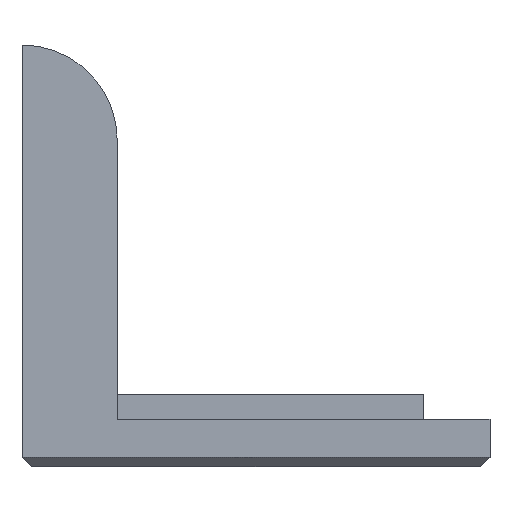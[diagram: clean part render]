
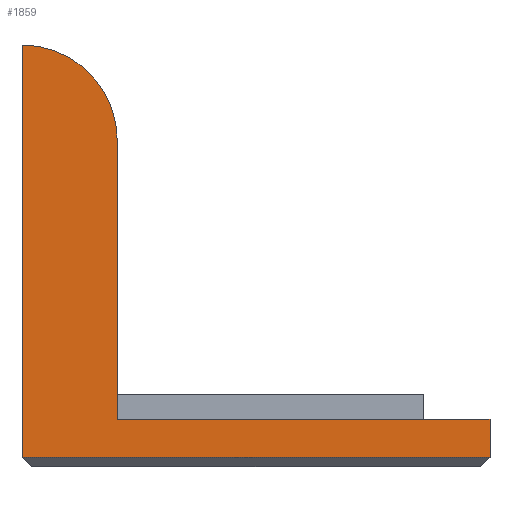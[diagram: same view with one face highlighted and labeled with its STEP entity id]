
A CAD part, front view. The second image highlights one B-rep face of the part: STEP entity #1859.
In plain terms, the highlighted planar face has unit normal (0, -1, 0).
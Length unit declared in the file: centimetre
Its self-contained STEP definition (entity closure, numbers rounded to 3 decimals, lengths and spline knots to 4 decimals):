
#66=CIRCLE($,#1983,0.3);
#153=FACE_OUTER_BOUND($,#273,.T.);
#273=EDGE_LOOP($,(#1628,#1629,#1630,#1631,#1632,#1633));
#479=LINE($,#2923,#711);
#487=LINE($,#2942,#719);
#495=LINE($,#2958,#727);
#499=LINE($,#2965,#731);
#500=LINE($,#2967,#732);
#711=VECTOR($,#2400,0.88);
#719=VECTOR($,#2416,1.3);
#727=VECTOR($,#2432,0.12);
#731=VECTOR($,#2438,1.175);
#732=VECTOR($,#2441,1.475);
#895=VERTEX_POINT($,#2920);
#896=VERTEX_POINT($,#2922);
#901=VERTEX_POINT($,#2934);
#903=VERTEX_POINT($,#2940);
#906=VERTEX_POINT($,#2952);
#907=VERTEX_POINT($,#2956);
#1131=EDGE_CURVE($,#896,#895,#479,.T.);
#1138=EDGE_CURVE($,#901,#895,#66,.T.);
#1141=EDGE_CURVE($,#903,#901,#487,.F.);
#1149=EDGE_CURVE($,#907,#906,#495,.T.);
#1153=EDGE_CURVE($,#907,#896,#499,.T.);
#1154=EDGE_CURVE($,#906,#903,#500,.T.);
#1628=ORIENTED_EDGE($,*,*,#1154,.F.);
#1629=ORIENTED_EDGE($,*,*,#1149,.F.);
#1630=ORIENTED_EDGE($,*,*,#1153,.T.);
#1631=ORIENTED_EDGE($,*,*,#1131,.T.);
#1632=ORIENTED_EDGE($,*,*,#1138,.F.);
#1633=ORIENTED_EDGE($,*,*,#1141,.F.);
#1758=PLANE($,#1992);
#1859=ADVANCED_FACE($,(#153),#1758,.F.);
#1983=AXIS2_PLACEMENT_3D($,#2936,#2409,#2410);
#1992=AXIS2_PLACEMENT_3D($,#2968,#2442,#2443);
#2400=DIRECTION($,(0.,0.,1.));
#2409=DIRECTION('center_axis',(0.,1.,0.));
#2410=DIRECTION('ref_axis',(0.707,0.,0.707));
#2416=DIRECTION($,(0.,0.,-1.));
#2432=DIRECTION($,(0.,0.,-1.));
#2438=DIRECTION($,(-1.,0.,0.));
#2441=DIRECTION($,(-1.,0.,0.));
#2442=DIRECTION('center_axis',(0.,1.,0.));
#2443=DIRECTION('ref_axis',(0.,0.,1.));
#2920=CARTESIAN_POINT('',(-39.325,12.45,1.75));
#2922=CARTESIAN_POINT('',(-39.325,12.45,0.87));
#2923=CARTESIAN_POINT($,(-39.325,12.45,1.05));
#2934=CARTESIAN_POINT('',(-39.625,12.45,2.05));
#2936=CARTESIAN_POINT('Origin',(-39.625,12.45,1.75));
#2940=CARTESIAN_POINT('',(-39.625,12.45,0.75));
#2942=CARTESIAN_POINT($,(-39.625,12.45,1.05));
#2952=CARTESIAN_POINT('',(-38.15,12.45,0.75));
#2956=CARTESIAN_POINT('',(-38.15,12.45,0.87));
#2958=CARTESIAN_POINT($,(-38.15,12.45,0.885));
#2965=CARTESIAN_POINT($,(-39.1169,12.45,0.87));
#2967=CARTESIAN_POINT($,(-39.1169,12.45,0.75));
#2968=CARTESIAN_POINT('Origin',(-39.725,12.45,1.05));
